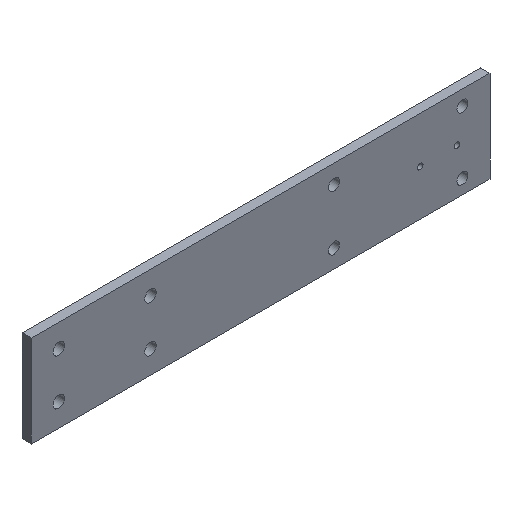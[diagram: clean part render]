
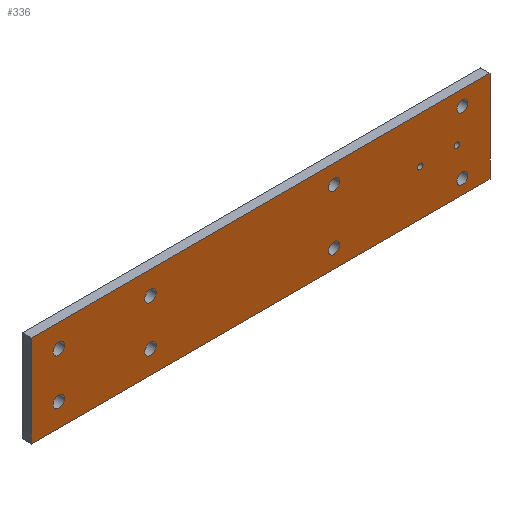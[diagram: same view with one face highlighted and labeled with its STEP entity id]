
A CAD part, isometric view. The second image highlights one B-rep face of the part: STEP entity #336.
In plain terms, the highlighted planar face has unit normal (0, -1, 0).
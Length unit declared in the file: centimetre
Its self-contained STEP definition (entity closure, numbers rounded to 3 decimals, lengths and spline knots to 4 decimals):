
#25=FACE_BOUND('',#83,.T.);
#26=FACE_BOUND('',#84,.T.);
#27=FACE_BOUND('',#85,.T.);
#28=FACE_BOUND('',#86,.T.);
#29=FACE_BOUND('',#87,.T.);
#30=FACE_BOUND('',#88,.T.);
#31=FACE_BOUND('',#89,.T.);
#32=FACE_BOUND('',#90,.T.);
#33=FACE_BOUND('',#91,.T.);
#34=FACE_BOUND('',#92,.T.);
#40=PLANE('',#386);
#56=FACE_OUTER_BOUND('',#82,.T.);
#82=EDGE_LOOP('',(#297,#298,#299,#300));
#83=EDGE_LOOP('',(#301));
#84=EDGE_LOOP('',(#302));
#85=EDGE_LOOP('',(#303));
#86=EDGE_LOOP('',(#304));
#87=EDGE_LOOP('',(#305));
#88=EDGE_LOOP('',(#306));
#89=EDGE_LOOP('',(#307));
#90=EDGE_LOOP('',(#308));
#91=EDGE_LOOP('',(#309));
#92=EDGE_LOOP('',(#310));
#103=LINE('',#547,#125);
#107=LINE('',#555,#129);
#110=LINE('',#561,#132);
#113=LINE('',#566,#135);
#125=VECTOR('',#461,1.);
#129=VECTOR('',#467,1.);
#132=VECTOR('',#472,1.);
#135=VECTOR('',#477,1.);
#138=CIRCLE('',#353,0.15);
#140=CIRCLE('',#356,0.15);
#142=CIRCLE('',#359,0.3);
#144=CIRCLE('',#362,0.3);
#146=CIRCLE('',#365,0.3);
#148=CIRCLE('',#368,0.3);
#150=CIRCLE('',#371,0.31);
#152=CIRCLE('',#374,0.31);
#154=CIRCLE('',#377,0.31);
#156=CIRCLE('',#380,0.31);
#158=VERTEX_POINT('',#487);
#160=VERTEX_POINT('',#493);
#162=VERTEX_POINT('',#499);
#164=VERTEX_POINT('',#505);
#166=VERTEX_POINT('',#511);
#168=VERTEX_POINT('',#517);
#170=VERTEX_POINT('',#523);
#172=VERTEX_POINT('',#529);
#174=VERTEX_POINT('',#535);
#176=VERTEX_POINT('',#541);
#177=VERTEX_POINT('',#545);
#178=VERTEX_POINT('',#546);
#181=VERTEX_POINT('',#554);
#183=VERTEX_POINT('',#560);
#187=EDGE_CURVE('',#158,#158,#138,.T.);
#190=EDGE_CURVE('',#160,#160,#140,.T.);
#193=EDGE_CURVE('',#162,#162,#142,.T.);
#196=EDGE_CURVE('',#164,#164,#144,.T.);
#199=EDGE_CURVE('',#166,#166,#146,.T.);
#202=EDGE_CURVE('',#168,#168,#148,.T.);
#205=EDGE_CURVE('',#170,#170,#150,.T.);
#208=EDGE_CURVE('',#172,#172,#152,.T.);
#211=EDGE_CURVE('',#174,#174,#154,.T.);
#214=EDGE_CURVE('',#176,#176,#156,.T.);
#215=EDGE_CURVE('',#177,#178,#103,.T.);
#219=EDGE_CURVE('',#181,#177,#107,.T.);
#222=EDGE_CURVE('',#183,#181,#110,.T.);
#225=EDGE_CURVE('',#178,#183,#113,.T.);
#297=ORIENTED_EDGE('',*,*,#225,.F.);
#298=ORIENTED_EDGE('',*,*,#215,.F.);
#299=ORIENTED_EDGE('',*,*,#219,.F.);
#300=ORIENTED_EDGE('',*,*,#222,.F.);
#301=ORIENTED_EDGE('',*,*,#187,.T.);
#302=ORIENTED_EDGE('',*,*,#190,.T.);
#303=ORIENTED_EDGE('',*,*,#193,.T.);
#304=ORIENTED_EDGE('',*,*,#196,.T.);
#305=ORIENTED_EDGE('',*,*,#199,.T.);
#306=ORIENTED_EDGE('',*,*,#202,.T.);
#307=ORIENTED_EDGE('',*,*,#205,.T.);
#308=ORIENTED_EDGE('',*,*,#208,.T.);
#309=ORIENTED_EDGE('',*,*,#211,.T.);
#310=ORIENTED_EDGE('',*,*,#214,.T.);
#336=ADVANCED_FACE('',(#56,#25,#26,#27,#28,#29,#30,#31,#32,#33,#34),#40,
 .F.);
#353=AXIS2_PLACEMENT_3D('',#489,#394,#395);
#356=AXIS2_PLACEMENT_3D('',#495,#401,#402);
#359=AXIS2_PLACEMENT_3D('',#501,#408,#409);
#362=AXIS2_PLACEMENT_3D('',#507,#415,#416);
#365=AXIS2_PLACEMENT_3D('',#513,#422,#423);
#368=AXIS2_PLACEMENT_3D('',#519,#429,#430);
#371=AXIS2_PLACEMENT_3D('',#525,#436,#437);
#374=AXIS2_PLACEMENT_3D('',#531,#443,#444);
#377=AXIS2_PLACEMENT_3D('',#537,#450,#451);
#380=AXIS2_PLACEMENT_3D('',#543,#457,#458);
#386=AXIS2_PLACEMENT_3D('',#569,#481,#482);
#394=DIRECTION('center_axis',(0.,1.,0.));
#395=DIRECTION('ref_axis',(1.,0.,0.));
#401=DIRECTION('center_axis',(0.,1.,0.));
#402=DIRECTION('ref_axis',(1.,0.,0.));
#408=DIRECTION('center_axis',(0.,1.,0.));
#409=DIRECTION('ref_axis',(1.,0.,0.));
#415=DIRECTION('center_axis',(0.,1.,0.));
#416=DIRECTION('ref_axis',(1.,0.,0.));
#422=DIRECTION('center_axis',(0.,1.,0.));
#423=DIRECTION('ref_axis',(1.,0.,0.));
#429=DIRECTION('center_axis',(0.,1.,0.));
#430=DIRECTION('ref_axis',(1.,0.,0.));
#436=DIRECTION('center_axis',(0.,1.,0.));
#437=DIRECTION('ref_axis',(1.,0.,0.));
#443=DIRECTION('center_axis',(0.,1.,0.));
#444=DIRECTION('ref_axis',(1.,0.,0.));
#450=DIRECTION('center_axis',(0.,1.,0.));
#451=DIRECTION('ref_axis',(1.,0.,0.));
#457=DIRECTION('center_axis',(0.,1.,0.));
#458=DIRECTION('ref_axis',(1.,0.,0.));
#461=DIRECTION('',(0.,0.,1.));
#467=DIRECTION('',(-1.,0.,0.));
#472=DIRECTION('',(0.,0.,-1.));
#477=DIRECTION('',(1.,0.,0.));
#481=DIRECTION('center_axis',(0.,1.,0.));
#482=DIRECTION('ref_axis',(0.,0.,1.));
#487=CARTESIAN_POINT('',(-1.95,0.,-2.5));
#489=CARTESIAN_POINT('Origin',(-1.8,0.,-2.5));
#493=CARTESIAN_POINT('',(-3.95,0.,-2.5));
#495=CARTESIAN_POINT('Origin',(-3.8,0.,-2.5));
#499=CARTESIAN_POINT('',(-1.8,0.,-0.8));
#501=CARTESIAN_POINT('Origin',(-1.5,0.,-0.8));
#505=CARTESIAN_POINT('',(-8.8,0.,-4.));
#507=CARTESIAN_POINT('Origin',(-8.5,0.,-4.));
#511=CARTESIAN_POINT('',(-1.8,0.,-4.2));
#513=CARTESIAN_POINT('Origin',(-1.5,0.,-4.2));
#517=CARTESIAN_POINT('',(-8.7971,0.,-1.));
#519=CARTESIAN_POINT('Origin',(-8.4971,0.,-1.));
#523=CARTESIAN_POINT('',(-18.81,0.,-1.25));
#525=CARTESIAN_POINT('Origin',(-18.5,0.,-1.25));
#529=CARTESIAN_POINT('',(-23.81,0.,-1.25));
#531=CARTESIAN_POINT('Origin',(-23.5,0.,-1.25));
#535=CARTESIAN_POINT('',(-18.81,0.,-3.75));
#537=CARTESIAN_POINT('Origin',(-18.5,0.,-3.75));
#541=CARTESIAN_POINT('',(-23.81,0.,-3.75));
#543=CARTESIAN_POINT('Origin',(-23.5,0.,-3.75));
#545=CARTESIAN_POINT('',(-25.,0.,-5.));
#546=CARTESIAN_POINT('',(-25.,0.,0.));
#547=CARTESIAN_POINT('',(-25.,0.,-5.));
#554=CARTESIAN_POINT('',(0.,0.,-5.));
#555=CARTESIAN_POINT('',(0.,0.,-5.));
#560=CARTESIAN_POINT('',(0.,0.,0.));
#561=CARTESIAN_POINT('',(0.,0.,0.));
#566=CARTESIAN_POINT('',(-25.,0.,0.));
#569=CARTESIAN_POINT('Origin',(-12.5,0.,-2.5));
